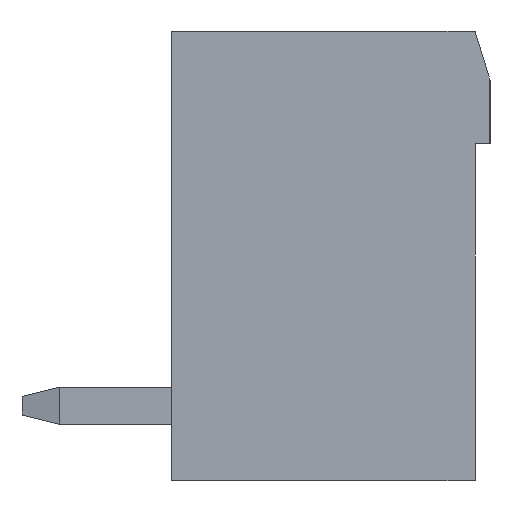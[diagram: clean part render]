
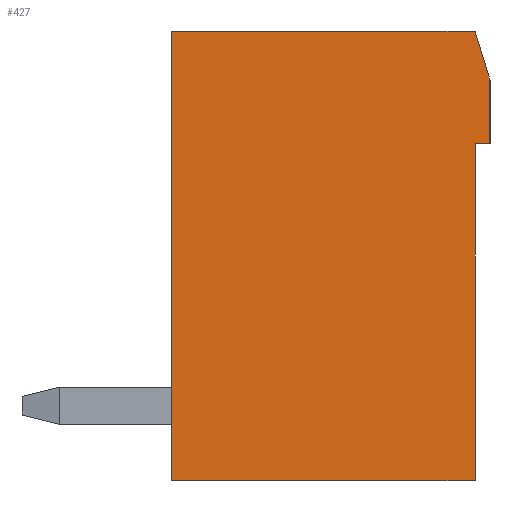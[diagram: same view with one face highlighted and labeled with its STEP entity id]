
A CAD part, left-side view. The second image highlights one B-rep face of the part: STEP entity #427.
In plain terms, the highlighted planar face has unit normal (-1, 0, 0).
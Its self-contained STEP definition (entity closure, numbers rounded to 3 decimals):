
#427 = ADVANCED_FACE( '', ( #947 ), #948, .T. );
#947 = FACE_OUTER_BOUND( '', #1578, .T. );
#948 = PLANE( '', #1579 );
#1578 = EDGE_LOOP( '', ( #2638, #2639, #2640, #2641, #2642, #2643, #2644 ) );
#1579 = AXIS2_PLACEMENT_3D( '', #2645, #2646, #2647 );
#2638 = ORIENTED_EDGE( '', *, *, #4287, .T. );
#2639 = ORIENTED_EDGE( '', *, *, #4209, .T. );
#2640 = ORIENTED_EDGE( '', *, *, #4288, .T. );
#2641 = ORIENTED_EDGE( '', *, *, #4289, .T. );
#2642 = ORIENTED_EDGE( '', *, *, #4193, .T. );
#2643 = ORIENTED_EDGE( '', *, *, #4290, .T. );
#2644 = ORIENTED_EDGE( '', *, *, #4291, .T. );
#2645 = CARTESIAN_POINT( '', ( -19.05, 0., 0. ) );
#2646 = DIRECTION( '', ( -1., 0., 0. ) );
#2647 = DIRECTION( '', ( 0., 0., 1. ) );
#4193 = EDGE_CURVE( '', #5169, #5170, #5171, .T. );
#4209 = EDGE_CURVE( '', #5197, #5195, #5198, .T. );
#4287 = EDGE_CURVE( '', #5316, #5197, #5317, .T. );
#4288 = EDGE_CURVE( '', #5195, #5318, #5319, .T. );
#4289 = EDGE_CURVE( '', #5318, #5169, #5320, .T. );
#4290 = EDGE_CURVE( '', #5170, #5321, #5322, .T. );
#4291 = EDGE_CURVE( '', #5321, #5316, #5323, .T. );
#5169 = VERTEX_POINT( '', #6520 );
#5170 = VERTEX_POINT( '', #6521 );
#5171 = LINE( '', #6522, #6523 );
#5195 = VERTEX_POINT( '', #6558 );
#5197 = VERTEX_POINT( '', #6561 );
#5198 = LINE( '', #6562, #6563 );
#5316 = VERTEX_POINT( '', #6728 );
#5317 = LINE( '', #6729, #6730 );
#5318 = VERTEX_POINT( '', #6731 );
#5319 = LINE( '', #6732, #6733 );
#5320 = LINE( '', #6734, #6735 );
#5321 = VERTEX_POINT( '', #6736 );
#5322 = LINE( '', #6737, #6738 );
#5323 = LINE( '', #6739, #6740 );
#6520 = CARTESIAN_POINT( '', ( -19.05, -4.05, -6. ) );
#6521 = CARTESIAN_POINT( '', ( -19.05, -4.05, 3. ) );
#6522 = CARTESIAN_POINT( '', ( -19.05, -4.05, -6. ) );
#6523 = VECTOR( '', #7692, 1000. );
#6558 = CARTESIAN_POINT( '', ( -19.05, 4.05, 6. ) );
#6561 = CARTESIAN_POINT( '', ( -19.05, -4.05, 6. ) );
#6562 = CARTESIAN_POINT( '', ( -19.05, -4.05, 6. ) );
#6563 = VECTOR( '', #7705, 1000. );
#6728 = CARTESIAN_POINT( '', ( -19.05, -4.45, 4.7 ) );
#6729 = CARTESIAN_POINT( '', ( -19.05, -4.45, 4.7 ) );
#6730 = VECTOR( '', #7789, 1000. );
#6731 = CARTESIAN_POINT( '', ( -19.05, 4.05, -6. ) );
#6732 = CARTESIAN_POINT( '', ( -19.05, 4.05, 6. ) );
#6733 = VECTOR( '', #7790, 1000. );
#6734 = CARTESIAN_POINT( '', ( -19.05, 4.05, -6. ) );
#6735 = VECTOR( '', #7791, 1000. );
#6736 = CARTESIAN_POINT( '', ( -19.05, -4.45, 3. ) );
#6737 = CARTESIAN_POINT( '', ( -19.05, -4.05, 3. ) );
#6738 = VECTOR( '', #7792, 1000. );
#6739 = CARTESIAN_POINT( '', ( -19.05, -4.45, 3. ) );
#6740 = VECTOR( '', #7793, 1000. );
#7692 = DIRECTION( '', ( 0., 0., 1. ) );
#7705 = DIRECTION( '', ( 0., 1., 0. ) );
#7789 = DIRECTION( '', ( 0., 0.294, 0.956 ) );
#7790 = DIRECTION( '', ( 0., 0., -1. ) );
#7791 = DIRECTION( '', ( 0., -1., 0. ) );
#7792 = DIRECTION( '', ( 0., -1., 0. ) );
#7793 = DIRECTION( '', ( 0., 0., 1. ) );
